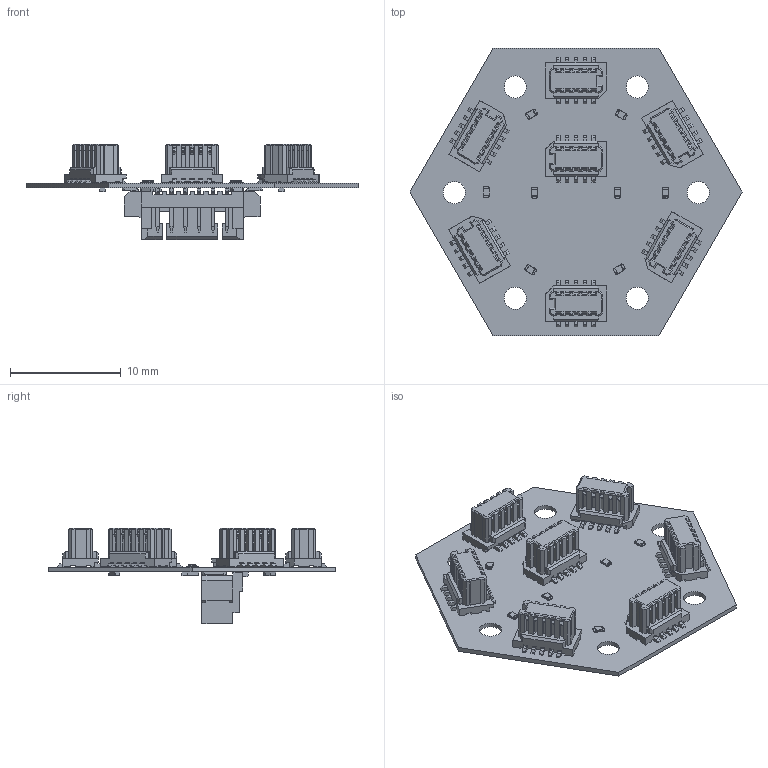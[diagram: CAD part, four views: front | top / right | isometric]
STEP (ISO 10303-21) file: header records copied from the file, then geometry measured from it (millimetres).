
FILE_DESCRIPTION(('Open CASCADE Model'),'2;1');
FILE_NAME('Open CASCADE Shape Model','2022-01-18T20:23:54',('Author'),( 'Open CASCADE'),'Open CASCADE STEP processor 6.8','Open CASCADE 6.8' ,'Unknown');
FILE_SCHEMA(('AUTOMOTIVE_DESIGN { 1 0 10303 214 1 1 1 1 }'));
Length unit declared in the file: millimetre
Products named in the file (39): PCB; Board; VD2; User_Library-LED_1006_Y; Gelb; Cut006; Cut005; Cut005_(Mirror_#1); Pad001; VD1; R2; User_Library-R_0402; R1; VD8; VD7; VD6; VD5; VD4; VD3; R8; R7; R6; R5; R4; R3; X2; 524651071; Open CASCADE STEP translator 6.8 1.18.1.1; Open CASCADE STEP translator 6.8 1.18.1.2; X4; X5; X8; X6; X7; X1; X3; 533980671; Open CASCADE STEP translator 6.8 1.25.1.1; Open CASCADE STEP translator 6.8 1.25.1.2
Assembly tree (58 placements, depth 4):
  PCB
    Board
    VD2
      User_Library-LED_1006_Y
        Gelb
        Cut006
        Cut005
        Cut005_(Mirror_#1)
        Pad001
    VD1
      User_Library-LED_1006_Y
        Gelb
        Cut006
        Cut005
        Cut005_(Mirror_#1)
        Pad001
    R2
      User_Library-R_0402
    R1
      User_Library-R_0402
    VD8
      User_Library-LED_1006_Y
        Gelb
        Cut006
        Cut005
        Cut005_(Mirror_#1)
        Pad001
    VD7
      User_Library-LED_1006_Y
        Gelb
        Cut006
        Cut005
        Cut005_(Mirror_#1)
        Pad001
    VD6
      User_Library-LED_1006_Y
        Gelb
        Cut006
        Cut005
        Cut005_(Mirror_#1)
        Pad001
    VD5
      User_Library-LED_1006_Y
        Gelb
        Cut006
        Cut005
        Cut005_(Mirror_#1)
        Pad001
    VD4
      User_Library-LED_1006_Y
        Gelb
        Cut006
        Cut005
        Cut005_(Mirror_#1)
        Pad001
    VD3
      User_Library-LED_1006_Y
        Gelb
        Cut006
        Cut005
Bounding box: 30 x 25.98 x 8.64 mm (x, y, z)
Volume: 597.9 mm3; surface area: 2505 mm2
Topology: 81 solids, 81 shells, 4692 faces, 12815 edges, 8744 vertices
Faces by surface type: plane 4179, cylinder 305, bspline 208
Full cylindrical faces by diameter (mm): 2 x6
Entity records: 32502 total; most frequent: CARTESIAN_POINT 7069, ORIENTED_EDGE 4964, DIRECTION 4527, EDGE_CURVE 2482, LINE 2395, VECTOR 2395, VERTEX_POINT 1610, AXIS2_PLACEMENT_3D 1066
